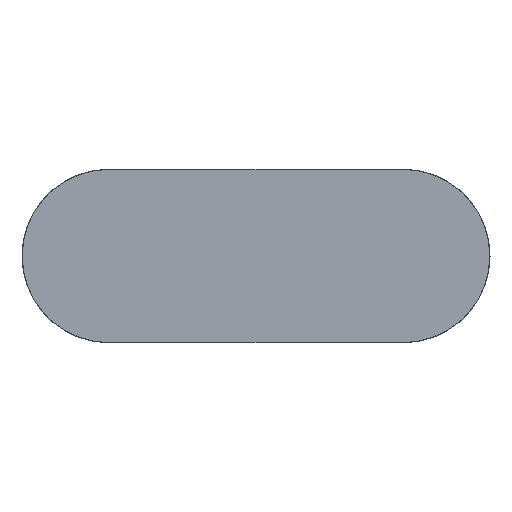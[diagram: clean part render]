
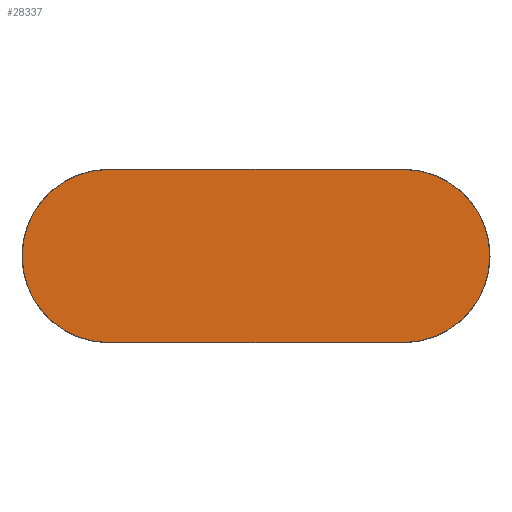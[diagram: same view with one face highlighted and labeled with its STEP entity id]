
A CAD part, top view. The second image highlights one B-rep face of the part: STEP entity #28337.
In plain terms, the highlighted planar face has unit normal (0, 0, 1).
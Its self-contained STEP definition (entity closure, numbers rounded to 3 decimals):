
#946=CIRCLE('',#30332,24.1);
#948=CIRCLE('',#30337,24.1);
#2066=FACE_OUTER_BOUND('',#3803,.T.);
#3803=EDGE_LOOP('',(#19311,#19312,#19313,#19314));
#5843=LINE('',#42170,#8951);
#5844=LINE('',#42172,#8952);
#8951=VECTOR('',#33630,10.);
#8952=VECTOR('',#33633,10.);
#12036=VERTEX_POINT('',#42151);
#12037=VERTEX_POINT('',#42153);
#12039=VERTEX_POINT('',#42163);
#12040=VERTEX_POINT('',#42165);
#14766=EDGE_CURVE('',#12036,#12037,#946,.T.);
#14772=EDGE_CURVE('',#12039,#12040,#948,.T.);
#14774=EDGE_CURVE('',#12036,#12040,#5843,.F.);
#14775=EDGE_CURVE('',#12039,#12037,#5844,.F.);
#19311=ORIENTED_EDGE('',*,*,#14772,.F.);
#19312=ORIENTED_EDGE('',*,*,#14775,.T.);
#19313=ORIENTED_EDGE('',*,*,#14766,.F.);
#19314=ORIENTED_EDGE('',*,*,#14774,.T.);
#26832=PLANE('',#30340);
#28337=ADVANCED_FACE('',(#2066),#26832,.T.);
#30332=AXIS2_PLACEMENT_3D('',#42154,#33609,#33610);
#30337=AXIS2_PLACEMENT_3D('',#42166,#33623,#33624);
#30340=AXIS2_PLACEMENT_3D('',#42171,#33631,#33632);
#33609=DIRECTION('center_axis',(0.,0.,-1.));
#33610=DIRECTION('ref_axis',(-0.707,-0.707,0.));
#33623=DIRECTION('center_axis',(0.,0.,-1.));
#33624=DIRECTION('ref_axis',(0.707,-0.707,0.));
#33630=DIRECTION('',(-1.,0.,0.));
#33631=DIRECTION('center_axis',(0.,0.,1.));
#33632=DIRECTION('ref_axis',(1.,0.,0.));
#33633=DIRECTION('',(1.,0.,0.));
#42151=CARTESIAN_POINT('',(-41.,-24.1,0.));
#42153=CARTESIAN_POINT('',(-41.,24.1,0.));
#42154=CARTESIAN_POINT('Origin',(-41.,0.,0.));
#42163=CARTESIAN_POINT('',(41.,24.1,0.));
#42165=CARTESIAN_POINT('',(41.,-24.1,0.));
#42166=CARTESIAN_POINT('Origin',(41.,0.,0.));
#42170=CARTESIAN_POINT('',(32.5,-24.1,0.));
#42171=CARTESIAN_POINT('Origin',(0.,0.,0.));
#42172=CARTESIAN_POINT('',(-32.5,24.1,0.));
